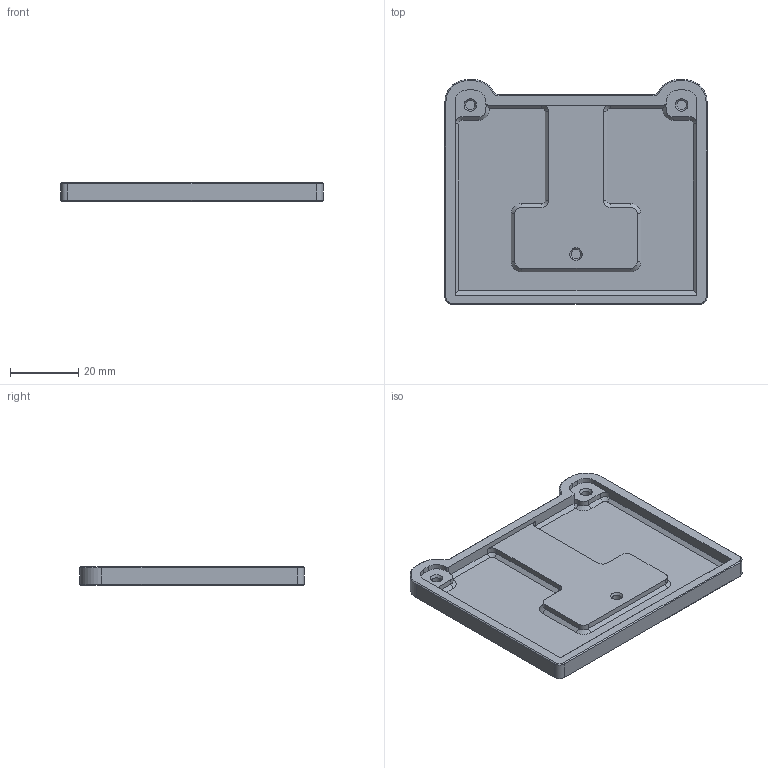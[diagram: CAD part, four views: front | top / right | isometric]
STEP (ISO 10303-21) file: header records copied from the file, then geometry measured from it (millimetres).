
FILE_DESCRIPTION(/* description */ ('KiCad electronic assembly'),/* implementation_level */ '2;1');
FILE_NAME(/* name */ 'ESP32-D1-Mini-Breakout_BottomCover.step',/* time_stamp */ '2025-11-28T17:48:46+01:00',/* author */ (''),/* organization */ (''),/* preprocessor_version */ 'ST-DEVELOPER v20.1',/* originating_system */ 'Autodesk Translation Framework v14.21.0.0',/* authorisation */ '');
FILE_SCHEMA (('AUTOMOTIVE_DESIGN { 1 0 10303 214 3 1 1 }'));
Length unit declared in the file: millimetre
Products named in the file (2): ESP32-Breakout 1; BottomPlate
Assembly tree (1 placements, depth 2):
  ESP32-Breakout 1
    BottomPlate
Bounding box: 77 x 65.95 x 5.51 mm (x, y, z)
Volume: 13499.4 mm3; surface area: 12361.8 mm2
Topology: 1 solids, 1 shells, 127 faces, 300 edges, 179 vertices
Faces by surface type: plane 63, cone 33, cylinder 31
Full cylindrical faces by diameter (mm): 2.85 x3
Entity records: 3661 total; most frequent: DIRECTION 650, CARTESIAN_POINT 642, ORIENTED_EDGE 600, EDGE_CURVE 300, AXIS2_PLACEMENT_3D 225, LINE 200, VECTOR 200, VERTEX_POINT 179
